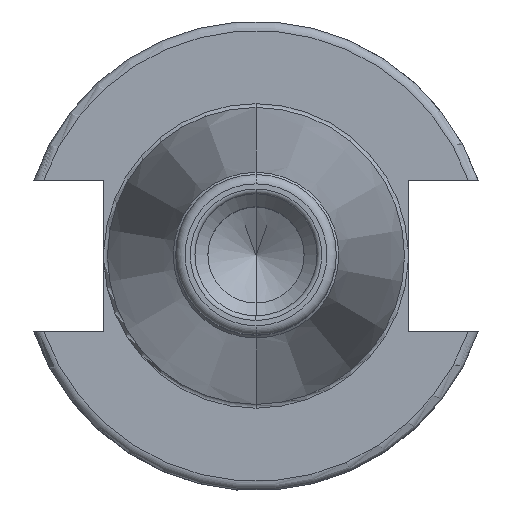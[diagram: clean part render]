
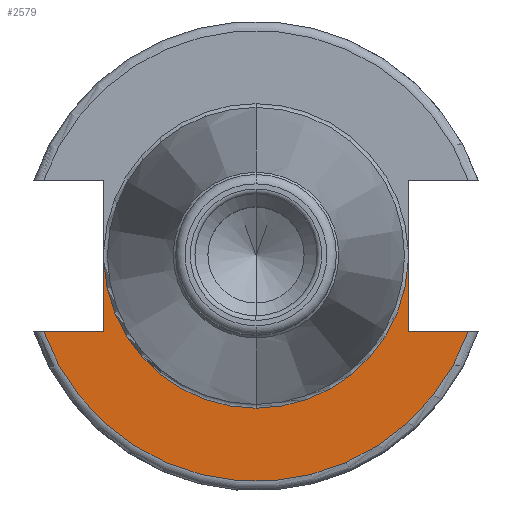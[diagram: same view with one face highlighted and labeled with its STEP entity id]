
A CAD part, top view. The second image highlights one B-rep face of the part: STEP entity #2579.
In plain terms, the highlighted planar face has unit normal (0, 0, 1).
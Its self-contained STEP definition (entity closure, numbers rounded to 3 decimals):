
#351=CARTESIAN_POINT('',(0,0,8));
#352=DIRECTION('',(0,0,-1));
#353=DIRECTION('',(0.999,-0.045,0));
#354=AXIS2_PLACEMENT_3D('',#351,#352,#353);
#917=DIRECTION('',(1,0,0));
#918=VECTOR('',#917,6.41);
#919=CARTESIAN_POINT('',(-22.61,-8.05,8));
#920=LINE('',#919,#918);
#921=DIRECTION('',(0,1,0));
#922=VECTOR('',#921,7.315);
#923=CARTESIAN_POINT('',(-16.2,-8.05,8));
#924=LINE('',#923,#922);
#925=DIRECTION('',(0,-1,0));
#926=VECTOR('',#925,7.315);
#927=CARTESIAN_POINT('',(16.2,-0.735,8));
#928=LINE('',#927,#926);
#929=DIRECTION('',(-1,0,0));
#930=VECTOR('',#929,6.41);
#931=CARTESIAN_POINT('',(22.61,-8.05,8));
#932=LINE('',#931,#930);
#970=CARTESIAN_POINT('',(0,0,8));
#971=DIRECTION('',(0,0,1));
#972=DIRECTION('',(-0.999,-0.045,0));
#973=AXIS2_PLACEMENT_3D('',#970,#971,#972);
#1080=CARTESIAN_POINT('',(0,0,8));
#1081=DIRECTION('',(0,0,1));
#1082=DIRECTION('',(-0.942,-0.335,0));
#1083=AXIS2_PLACEMENT_3D('',#1080,#1081,#1082);
#1222=CARTESIAN_POINT('',(0,-16.217,8));
#1224=VERTEX_POINT('',#1222);
#1276=CARTESIAN_POINT('',(-22.61,-8.05,8));
#1277=CARTESIAN_POINT('',(-16.2,-8.05,8));
#1278=VERTEX_POINT('',#1276);
#1279=VERTEX_POINT('',#1277);
#1280=CARTESIAN_POINT('',(-16.2,-0.735,8));
#1281=VERTEX_POINT('',#1280);
#1292=CARTESIAN_POINT('',(16.2,-0.735,8));
#1293=CARTESIAN_POINT('',(16.2,-8.05,8));
#1294=VERTEX_POINT('',#1292);
#1295=VERTEX_POINT('',#1293);
#1296=CARTESIAN_POINT('',(22.61,-8.05,8));
#1297=VERTEX_POINT('',#1296);
#2562=CARTESIAN_POINT('',(0,0,8));
#2563=DIRECTION('',(0,0,-1));
#2564=DIRECTION('',(0,-1,0));
#2565=AXIS2_PLACEMENT_3D('',#2562,#2563,#2564);
#2566=PLANE('',#2565);
#2567=ORIENTED_EDGE('',*,*,#2551,.T.);
#2568=ORIENTED_EDGE('',*,*,#2538,.T.);
#2570=ORIENTED_EDGE('',*,*,#2569,.T.);
#2571=ORIENTED_EDGE('',*,*,#1933,.F.);
#2572=ORIENTED_EDGE('',*,*,#1956,.T.);
#2574=ORIENTED_EDGE('',*,*,#2573,.F.);
#2576=ORIENTED_EDGE('',*,*,#2575,.F.);
#2577=EDGE_LOOP('',(#2567,#2568,#2570,#2571,#2572,#2574,#2576));
#2578=FACE_OUTER_BOUND('',#2577,.F.);
#2579=ADVANCED_FACE('',(#2578),#2566,.F.);
#355=CIRCLE('',#354,16.217);
#974=CIRCLE('',#973,16.217);
#1084=CIRCLE('',#1083,24);
#1933=EDGE_CURVE('',#1294,#1224,#355,.T.);
#1956=EDGE_CURVE('',#1294,#1295,#928,.T.);
#2538=EDGE_CURVE('',#1279,#1281,#924,.T.);
#2551=EDGE_CURVE('',#1278,#1279,#920,.T.);
#2569=EDGE_CURVE('',#1281,#1224,#974,.T.);
#2573=EDGE_CURVE('',#1297,#1295,#932,.T.);
#2575=EDGE_CURVE('',#1278,#1297,#1084,.T.);
